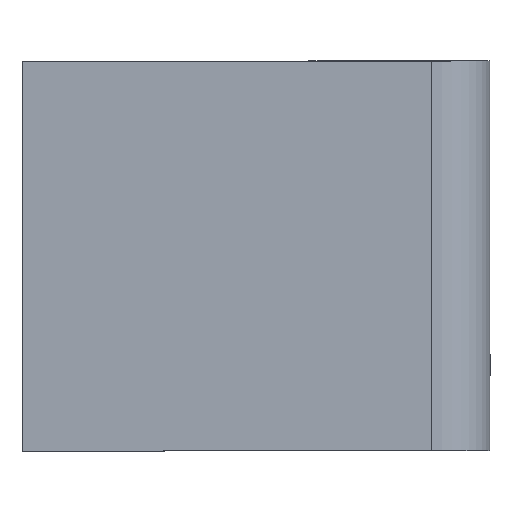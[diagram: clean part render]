
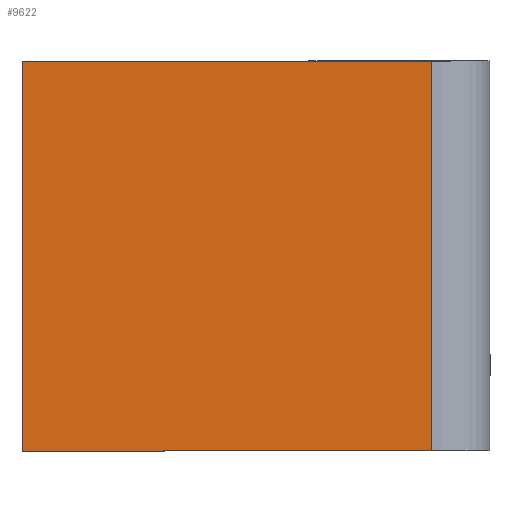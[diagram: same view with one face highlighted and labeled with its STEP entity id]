
A CAD part, left-side view. The second image highlights one B-rep face of the part: STEP entity #9622.
In plain terms, the highlighted planar face has unit normal (-1, 0, 0).
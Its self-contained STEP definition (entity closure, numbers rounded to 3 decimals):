
#8145 = PLANE('',#8146);
#8146 = AXIS2_PLACEMENT_3D('',#8147,#8148,#8149);
#8147 = CARTESIAN_POINT('',(12.,10.,4.5));
#8148 = DIRECTION('',(0.,-1.,0.));
#8149 = DIRECTION('',(0.,0.,1.));
#9026 = PLANE('',#9027);
#9027 = AXIS2_PLACEMENT_3D('',#9028,#9029,#9030);
#9028 = CARTESIAN_POINT('',(12.,0.,4.5));
#9029 = DIRECTION('',(0.,-1.,0.));
#9030 = DIRECTION('',(0.,0.,1.));
#9132 = VERTEX_POINT('',#9133);
#9133 = CARTESIAN_POINT('',(-12.,10.,4.5));
#9148 = CYLINDRICAL_SURFACE('',#9149,1.5);
#9149 = AXIS2_PLACEMENT_3D('',#9150,#9151,#9152);
#9150 = CARTESIAN_POINT('',(-10.5,0.,4.5));
#9151 = DIRECTION('',(0.,-1.,0.));
#9152 = DIRECTION('',(1.,0.,0.));
#9160 = EDGE_CURVE('',#9161,#9132,#9163,.T.);
#9161 = VERTEX_POINT('',#9162);
#9162 = CARTESIAN_POINT('',(-12.,10.,-6.));
#9163 = SURFACE_CURVE('',#9164,(#9168,#9175),.PCURVE_S1.);
#9164 = LINE('',#9165,#9166);
#9165 = CARTESIAN_POINT('',(-12.,10.,-6.));
#9166 = VECTOR('',#9167,1.);
#9167 = DIRECTION('',(0.,0.,1.));
#9168 = PCURVE('',#8145,#9169);
#9169 = DEFINITIONAL_REPRESENTATION('',(#9170),#9174);
#9170 = LINE('',#9171,#9172);
#9171 = CARTESIAN_POINT('',(-10.5,24.));
#9172 = VECTOR('',#9173,1.);
#9173 = DIRECTION('',(1.,0.));
#9174 = ( GEOMETRIC_REPRESENTATION_CONTEXT(2) 
PARAMETRIC_REPRESENTATION_CONTEXT() REPRESENTATION_CONTEXT('2D SPACE',''
  ) );
#9175 = PCURVE('',#9176,#9181);
#9176 = PLANE('',#9177);
#9177 = AXIS2_PLACEMENT_3D('',#9178,#9179,#9180);
#9178 = CARTESIAN_POINT('',(-12.,0.,-6.));
#9179 = DIRECTION('',(1.,0.,0.));
#9180 = DIRECTION('',(0.,0.,1.));
#9181 = DEFINITIONAL_REPRESENTATION('',(#9182),#9186);
#9182 = LINE('',#9183,#9184);
#9183 = CARTESIAN_POINT('',(0.,-10.));
#9184 = VECTOR('',#9185,1.);
#9185 = DIRECTION('',(1.,0.));
#9186 = ( GEOMETRIC_REPRESENTATION_CONTEXT(2) 
PARAMETRIC_REPRESENTATION_CONTEXT() REPRESENTATION_CONTEXT('2D SPACE',''
  ) );
#9202 = PLANE('',#9203);
#9203 = AXIS2_PLACEMENT_3D('',#9204,#9205,#9206);
#9204 = CARTESIAN_POINT('',(12.,0.,-6.));
#9205 = DIRECTION('',(0.,0.,1.));
#9206 = DIRECTION('',(-1.,0.,0.));
#9293 = VERTEX_POINT('',#9294);
#9294 = CARTESIAN_POINT('',(-12.,0.,4.5));
#9316 = EDGE_CURVE('',#9317,#9293,#9319,.T.);
#9317 = VERTEX_POINT('',#9318);
#9318 = CARTESIAN_POINT('',(-12.,0.,-6.));
#9319 = SURFACE_CURVE('',#9320,(#9324,#9331),.PCURVE_S1.);
#9320 = LINE('',#9321,#9322);
#9321 = CARTESIAN_POINT('',(-12.,0.,-6.));
#9322 = VECTOR('',#9323,1.);
#9323 = DIRECTION('',(0.,0.,1.));
#9324 = PCURVE('',#9026,#9325);
#9325 = DEFINITIONAL_REPRESENTATION('',(#9326),#9330);
#9326 = LINE('',#9327,#9328);
#9327 = CARTESIAN_POINT('',(-10.5,24.));
#9328 = VECTOR('',#9329,1.);
#9329 = DIRECTION('',(1.,0.));
#9330 = ( GEOMETRIC_REPRESENTATION_CONTEXT(2) 
PARAMETRIC_REPRESENTATION_CONTEXT() REPRESENTATION_CONTEXT('2D SPACE',''
  ) );
#9331 = PCURVE('',#9176,#9332);
#9332 = DEFINITIONAL_REPRESENTATION('',(#9333),#9337);
#9333 = LINE('',#9334,#9335);
#9334 = CARTESIAN_POINT('',(0.,0.));
#9335 = VECTOR('',#9336,1.);
#9336 = DIRECTION('',(1.,0.));
#9337 = ( GEOMETRIC_REPRESENTATION_CONTEXT(2) 
PARAMETRIC_REPRESENTATION_CONTEXT() REPRESENTATION_CONTEXT('2D SPACE',''
  ) );
#9442 = EDGE_CURVE('',#9317,#9161,#9443,.T.);
#9443 = SURFACE_CURVE('',#9444,(#9448,#9455),.PCURVE_S1.);
#9444 = LINE('',#9445,#9446);
#9445 = CARTESIAN_POINT('',(-12.,0.,-6.));
#9446 = VECTOR('',#9447,1.);
#9447 = DIRECTION('',(0.,1.,0.));
#9448 = PCURVE('',#9202,#9449);
#9449 = DEFINITIONAL_REPRESENTATION('',(#9450),#9454);
#9450 = LINE('',#9451,#9452);
#9451 = CARTESIAN_POINT('',(24.,0.));
#9452 = VECTOR('',#9453,1.);
#9453 = DIRECTION('',(0.,-1.));
#9454 = ( GEOMETRIC_REPRESENTATION_CONTEXT(2) 
PARAMETRIC_REPRESENTATION_CONTEXT() REPRESENTATION_CONTEXT('2D SPACE',''
  ) );
#9455 = PCURVE('',#9176,#9456);
#9456 = DEFINITIONAL_REPRESENTATION('',(#9457),#9461);
#9457 = LINE('',#9458,#9459);
#9458 = CARTESIAN_POINT('',(0.,0.));
#9459 = VECTOR('',#9460,1.);
#9460 = DIRECTION('',(0.,-1.));
#9461 = ( GEOMETRIC_REPRESENTATION_CONTEXT(2) 
PARAMETRIC_REPRESENTATION_CONTEXT() REPRESENTATION_CONTEXT('2D SPACE',''
  ) );
#9622 = ADVANCED_FACE('',(#9623),#9176,.F.);
#9623 = FACE_BOUND('',#9624,.F.);
#9624 = EDGE_LOOP('',(#9625,#9626,#9627,#9648));
#9625 = ORIENTED_EDGE('',*,*,#9442,.T.);
#9626 = ORIENTED_EDGE('',*,*,#9160,.T.);
#9627 = ORIENTED_EDGE('',*,*,#9628,.F.);
#9628 = EDGE_CURVE('',#9293,#9132,#9629,.T.);
#9629 = SURFACE_CURVE('',#9630,(#9634,#9641),.PCURVE_S1.);
#9630 = LINE('',#9631,#9632);
#9631 = CARTESIAN_POINT('',(-12.,0.,4.5));
#9632 = VECTOR('',#9633,1.);
#9633 = DIRECTION('',(0.,1.,0.));
#9634 = PCURVE('',#9176,#9635);
#9635 = DEFINITIONAL_REPRESENTATION('',(#9636),#9640);
#9636 = LINE('',#9637,#9638);
#9637 = CARTESIAN_POINT('',(10.5,0.));
#9638 = VECTOR('',#9639,1.);
#9639 = DIRECTION('',(0.,-1.));
#9640 = ( GEOMETRIC_REPRESENTATION_CONTEXT(2) 
PARAMETRIC_REPRESENTATION_CONTEXT() REPRESENTATION_CONTEXT('2D SPACE',''
  ) );
#9641 = PCURVE('',#9148,#9642);
#9642 = DEFINITIONAL_REPRESENTATION('',(#9643),#9647);
#9643 = LINE('',#9644,#9645);
#9644 = CARTESIAN_POINT('',(3.142,0.));
#9645 = VECTOR('',#9646,1.);
#9646 = DIRECTION('',(0.,-1.));
#9647 = ( GEOMETRIC_REPRESENTATION_CONTEXT(2) 
PARAMETRIC_REPRESENTATION_CONTEXT() REPRESENTATION_CONTEXT('2D SPACE',''
  ) );
#9648 = ORIENTED_EDGE('',*,*,#9316,.F.);
